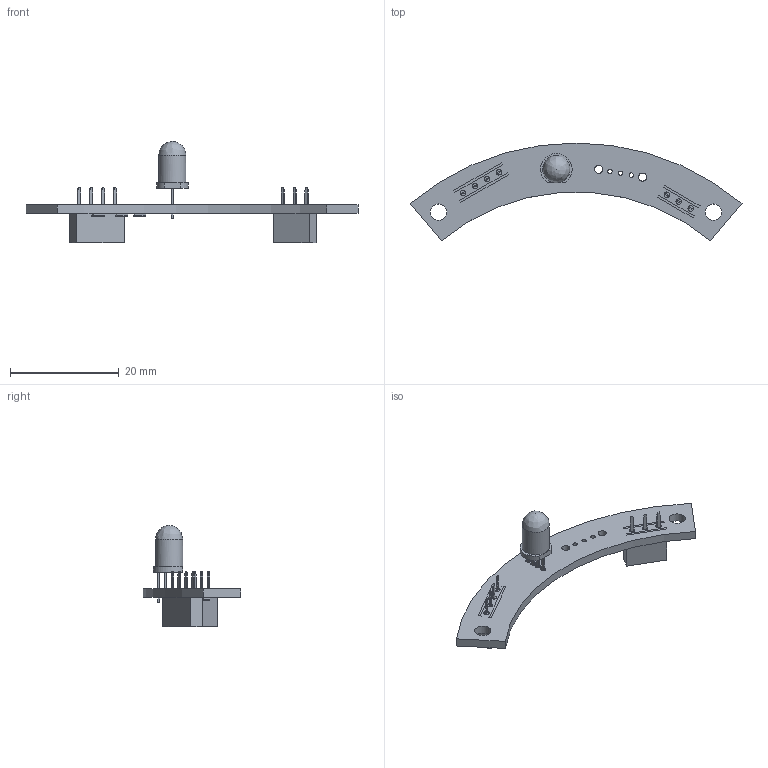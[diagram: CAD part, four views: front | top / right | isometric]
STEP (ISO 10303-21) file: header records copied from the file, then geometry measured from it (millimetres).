
FILE_DESCRIPTION(('KiCad electronic assembly'),'2;1');
FILE_NAME('Pcb_auxiliar.step','2023-12-03T23:39:07',('Pcbnew'),('Kicad') ,'Open CASCADE STEP processor 7.5','KiCad to STEP converter','Unknown' );
FILE_SCHEMA(('AUTOMOTIVE_DESIGN { 1 0 10303 214 1 1 1 1 }'));
Length unit declared in the file: millimetre
Products named in the file (10): Pcb_auxiliar 1; LED_D5.0mm-4_RGB; SOLID; PinSocket_1x03_P2.54mm_Vertical; PinSocket_1x04_P2.54mm_Vertical; R_0805_2012Metric; Pcb_auxiliar PCB
Assembly tree (11 placements, depth 3):
  Pcb_auxiliar 1
    LED_D5.0mm-4_RGB
      SOLID
    PinSocket_1x03_P2.54mm_Vertical
      SOLID
    PinSocket_1x04_P2.54mm_Vertical
      SOLID
    R_0805_2012Metric  x3
      SOLID
    Pcb_auxiliar PCB
Bounding box: 61.06 x 18.01 x 18.6 mm (x, y, z)
Volume: 1285.1 mm3; surface area: 2145.6 mm2
Topology: 7 solids, 7 shells, 365 faces, 939 edges, 612 vertices
Faces by surface type: bspline 341, cylinder 20, plane 4
Full cylindrical faces by diameter (mm): 0.8 x3, 0.9 x4, 1 x7, 1.5 x2, 3 x2
Entity records: 20083 total; most frequent: CARTESIAN_POINT 6783, B_SPLINE_CURVE_WITH_KNOTS 2166, ORIENTED_EDGE 1604, PCURVE 1604, DEFINITIONAL_REPRESENTATION 1604, EDGE_CURVE 802, SURFACE_CURVE 782, VERTEX_POINT 524
